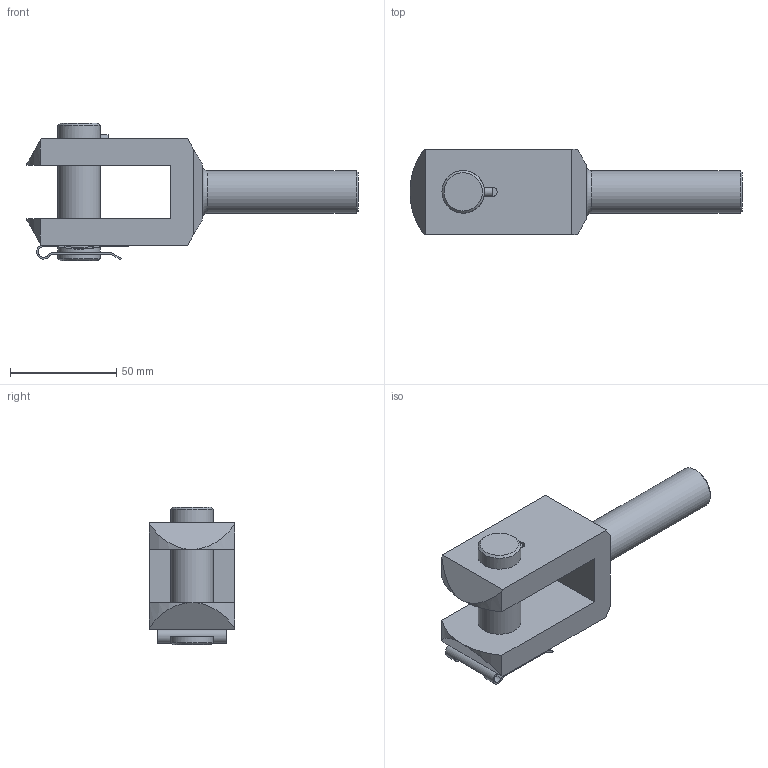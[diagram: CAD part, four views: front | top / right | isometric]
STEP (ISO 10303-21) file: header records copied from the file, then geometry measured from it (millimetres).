
FILE_DESCRIPTION(/* description */ ('STEP AP214'),/* implementation_level */ '2;1');
FILE_NAME(/* name */ '10769_SGA-M20X15',/* time_stamp */ '2024-09-14T07:25:47+02:00',/* author */ ('License CC BY-ND 4.0'),/* organization */ ('CADENAS'),/* preprocessor_version */ 'ST-DEVELOPER v19.3',/* originating_system */ 'PARTsolutions',/* authorisation */ ' ');
FILE_SCHEMA (('AUTOMOTIVE_DESIGN {1 0 10303 214 3 1 1}'));
Length unit declared in the file: millimetre
Products named in the file (1): 10769 SGA-M20x1,5
Bounding box: 156 x 40 x 64.5 mm (x, y, z)
Volume: 126080.1 mm3; surface area: 28162.8 mm2
Topology: 1 solids, 1 shells, 63 faces, 170 edges, 111 vertices
Faces by surface type: plane 34, cylinder 24, cone 4, torus 1
Full cylindrical faces by diameter (mm): 4.1 x1, 20 x4
Entity records: 1972 total; most frequent: CARTESIAN_POINT 372, DIRECTION 332, ORIENTED_EDGE 312, EDGE_CURVE 156, AXIS2_PLACEMENT_3D 116, VERTEX_POINT 108, LINE 100, VECTOR 100
